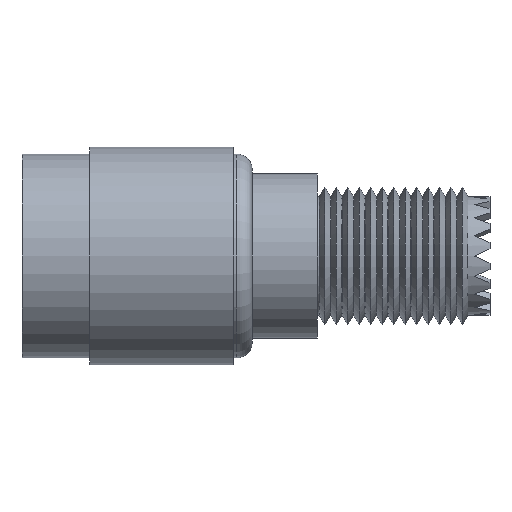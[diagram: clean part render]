
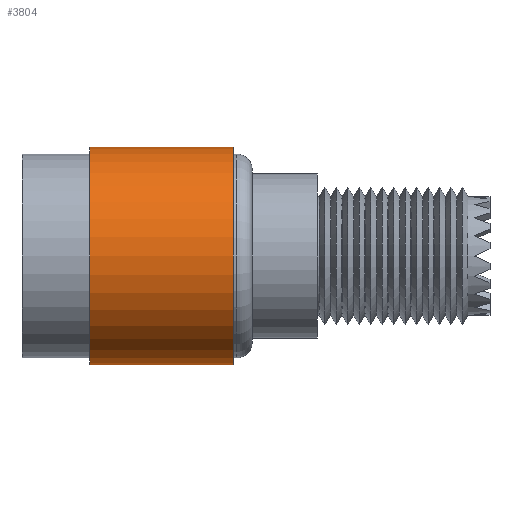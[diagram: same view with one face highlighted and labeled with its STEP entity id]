
A CAD part, left-side view. The second image highlights one B-rep face of the part: STEP entity #3804.
In plain terms, the highlighted cylindrical face has radius 7.239 mm (diameter 14.478 mm), a partial arc.
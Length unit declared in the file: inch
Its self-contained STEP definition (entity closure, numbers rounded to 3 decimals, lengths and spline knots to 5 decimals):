
#318 = DIRECTION ( 'NONE',  ( 0., 0., -1. ) ) ;
#319 = DIRECTION ( 'NONE',  ( 0., -1., 0. ) ) ;
#320 = CARTESIAN_POINT ( 'NONE',  ( 0., 0.425, 0. ) ) ;
#321 = AXIS2_PLACEMENT_3D ( 'NONE', #320, #319, #318 ) ;
#322 = CYLINDRICAL_SURFACE ( 'NONE', #321, 0.285 ) ;
#324 = FACE_OUTER_BOUND ( 'NONE', #3778, .T. ) ;
#470 = DIRECTION ( 'NONE',  ( 0., 0., 1. ) ) ;
#471 = DIRECTION ( 'NONE',  ( 0., 1., 0. ) ) ;
#472 = CARTESIAN_POINT ( 'NONE',  ( 0., 0.05, 0. ) ) ;
#473 = AXIS2_PLACEMENT_3D ( 'NONE', #472, #471, #470 ) ;
#474 = CIRCLE ( 'NONE', #473, 0.285 ) ;
#512 = DIRECTION ( 'NONE',  ( 0., 0., 1. ) ) ;
#513 = DIRECTION ( 'NONE',  ( 0., 1., 0. ) ) ;
#514 = CARTESIAN_POINT ( 'NONE',  ( 0., 0.425, 0. ) ) ;
#515 = AXIS2_PLACEMENT_3D ( 'NONE', #514, #513, #512 ) ;
#516 = CIRCLE ( 'NONE', #515, 0.285 ) ;
#917 = CARTESIAN_POINT ( 'NONE',  ( 0., 0.05, -0.285 ) ) ;
#924 = CARTESIAN_POINT ( 'NONE',  ( 0., 0.05, 0.285 ) ) ;
#925 = DIRECTION ( 'NONE',  ( 0., -1., 0. ) ) ;
#926 = VECTOR ( 'NONE', #925, 39.37008 ) ;
#927 = CARTESIAN_POINT ( 'NONE',  ( 0., 0.425, 0.285 ) ) ;
#928 = LINE ( 'NONE', #927, #926 ) ;
#988 = CARTESIAN_POINT ( 'NONE',  ( 0., 0.425, 0.285 ) ) ;
#989 = CARTESIAN_POINT ( 'NONE',  ( 0., 0.425, -0.285 ) ) ;
#997 = DIRECTION ( 'NONE',  ( 0., -1., 0. ) ) ;
#998 = VECTOR ( 'NONE', #997, 39.37008 ) ;
#999 = CARTESIAN_POINT ( 'NONE',  ( 0., 0.425, -0.285 ) ) ;
#1000 = LINE ( 'NONE', #999, #998 ) ;
#3778 = EDGE_LOOP ( 'NONE', ( #3807, #3808, #3800, #3801 ) ) ;
#3800 = ORIENTED_EDGE ( 'NONE', *, *, #4197, .T. ) ;
#3801 = ORIENTED_EDGE ( 'NONE', *, *, #3872, .T. ) ;
#3804 = ADVANCED_FACE ( 'NONE', ( #324 ), #322, .T. ) ;
#3807 = ORIENTED_EDGE ( 'NONE', *, *, #4187, .F. ) ;
#3808 = ORIENTED_EDGE ( 'NONE', *, *, #3900, .F. ) ;
#3872 = EDGE_CURVE ( 'NONE', #4192, #4188, #474, .T. ) ;
#3900 = EDGE_CURVE ( 'NONE', #4204, #4205, #516, .T. ) ;
#4187 = EDGE_CURVE ( 'NONE', #4205, #4188, #928, .T. ) ;
#4188 = VERTEX_POINT ( 'NONE', #924 ) ;
#4192 = VERTEX_POINT ( 'NONE', #917 ) ;
#4197 = EDGE_CURVE ( 'NONE', #4204, #4192, #1000, .T. ) ;
#4204 = VERTEX_POINT ( 'NONE', #989 ) ;
#4205 = VERTEX_POINT ( 'NONE', #988 ) ;
